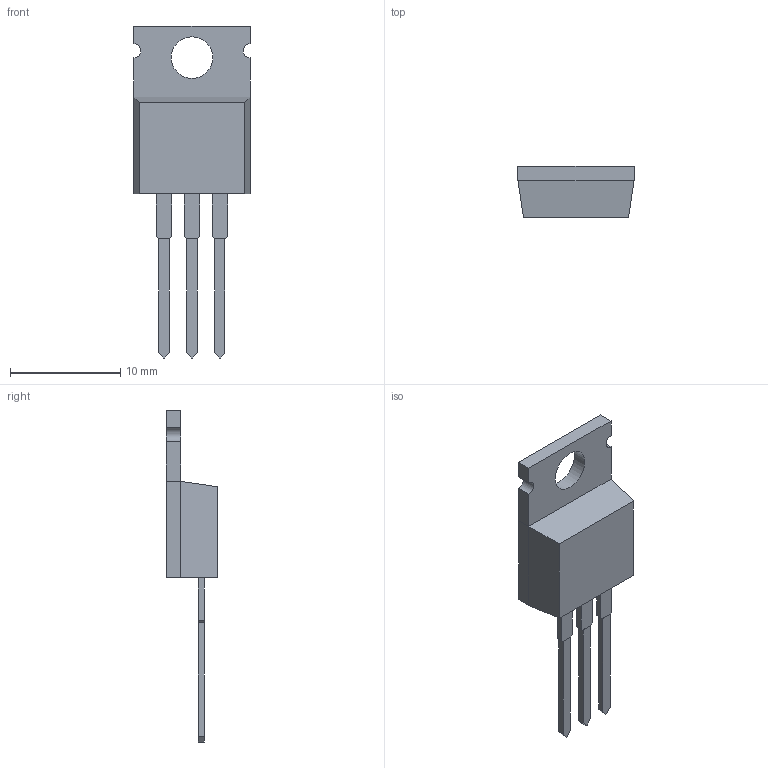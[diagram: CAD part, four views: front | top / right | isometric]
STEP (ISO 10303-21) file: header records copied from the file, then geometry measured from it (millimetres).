
FILE_DESCRIPTION(/* description */ (''),/* implementation_level */ '2;1');
FILE_NAME(/* name */ 'MOSFET v2.step',/* time_stamp */ '2023-05-23T13:24:55+05:30',/* author */ (''),/* organization */ (''),/* preprocessor_version */ 'ST-DEVELOPER v19.2',/* originating_system */ 'Autodesk Translation Framework v12.4.0.73',/* authorisation */ '');
FILE_SCHEMA (('AUTOMOTIVE_DESIGN { 1 0 10303 214 3 1 1 }'));
Length unit declared in the file: millimetre
Products named in the file (1): MOSFET
Bounding box: 10.54 x 4.69 x 30.14 mm (x, y, z)
Volume: 509.6 mm3; surface area: 671.1 mm2
Topology: 8 solids, 8 shells, 68 faces, 154 edges, 102 vertices
Faces by surface type: plane 65, cylinder 3
Full cylindrical faces by diameter (mm): 3.78 x1
Entity records: 1919 total; most frequent: CARTESIAN_POINT 325, ORIENTED_EDGE 308, DIRECTION 298, EDGE_CURVE 154, LINE 148, VECTOR 148, VERTEX_POINT 102, AXIS2_PLACEMENT_3D 75
